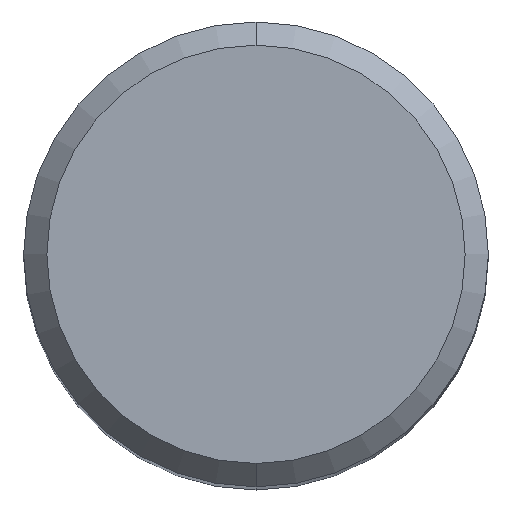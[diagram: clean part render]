
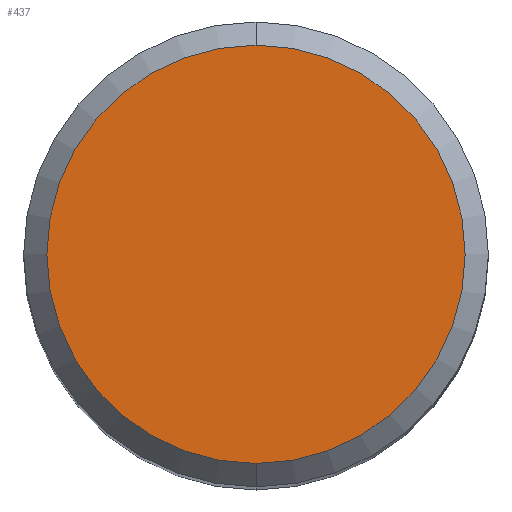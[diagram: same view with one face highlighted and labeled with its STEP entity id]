
A CAD part, top view. The second image highlights one B-rep face of the part: STEP entity #437.
In plain terms, the highlighted planar face has unit normal (0, 0, 1).
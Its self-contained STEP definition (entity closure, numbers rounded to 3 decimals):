
#189=VERTEX_POINT('',#483);
#261=EDGE_CURVE('',#189,#397,#559,.T.);
#397=VERTEX_POINT('',#708);
#433=EDGE_CURVE('',#397,#189,#749,.T.);
#437=ADVANCED_FACE('',(#754),#755,.T.);
#483=CARTESIAN_POINT('',(0.,-3.6,0.));
#559=CIRCLE('',#973,3.6);
#708=CARTESIAN_POINT('',(0.0,3.6,0.));
#749=CIRCLE('',#1380,3.6);
#754=FACE_OUTER_BOUND('',#1385,.T.);
#755=PLANE('',#1386);
#973=AXIS2_PLACEMENT_3D('',#1504,#1505,#1506);
#1380=AXIS2_PLACEMENT_3D('',#1702,#1703,#1704);
#1385=EDGE_LOOP('',(#1714,#1715));
#1386=AXIS2_PLACEMENT_3D('',#1716,#1717,#1718);
#1504=CARTESIAN_POINT('',(0.0,0.0,0.));
#1505=DIRECTION('',(0.0,0.0,-1.0));
#1506=DIRECTION('',(0.0,1.0,0.0));
#1702=CARTESIAN_POINT('',(0.0,0.0,0.));
#1703=DIRECTION('',(0.0,0.0,-1.0));
#1704=DIRECTION('',(0.0,1.0,0.0));
#1714=ORIENTED_EDGE('',*,*,#433,.F.);
#1715=ORIENTED_EDGE('',*,*,#261,.F.);
#1716=CARTESIAN_POINT('',(0.0,1.8,0.));
#1717=DIRECTION('',(-0.0,0.0,1.0));
#1718=DIRECTION('',(0.0,-1.0,0.0));
